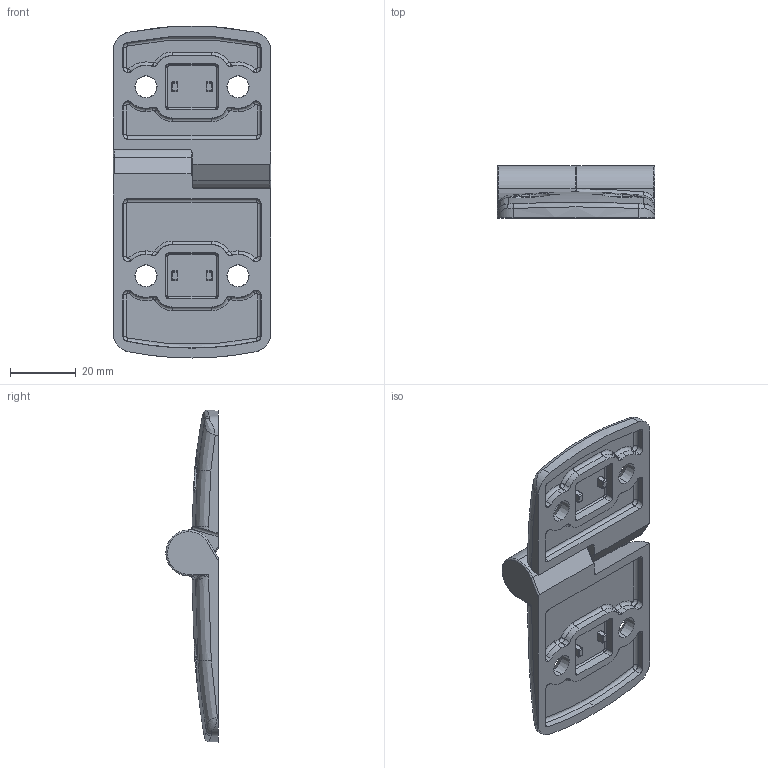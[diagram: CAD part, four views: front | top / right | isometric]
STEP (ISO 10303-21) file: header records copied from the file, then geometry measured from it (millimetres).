
FILE_DESCRIPTION (( 'STEP AP214' ), '1' );
FILE_NAME ('095k4560l00.STEP', '2014-08-26T07:51:01', ( '' ), ( '' ), 'SwSTEP 2.0', 'SolidWorks 2014', '' );
FILE_SCHEMA (( 'AUTOMOTIVE_DESIGN' ));
Length unit declared in the file: millimetre
Products named in the file (1): 095k4560l00
Bounding box: 48 x 15.9 x 101 mm (x, y, z)
Volume: 25602.9 mm3; surface area: 16667.8 mm2
Topology: 5 solids, 5 shells, 416 faces, 1016 edges, 618 vertices
Faces by surface type: bspline 128, cylinder 115, cone 87, plane 86
Entity records: 21117 total; most frequent: CARTESIAN_POINT 7427, ORIENTED_EDGE 2020, DIRECTION 1773, EDGE_CURVE 1010, AXIS2_PLACEMENT_3D 706, VERTEX_POINT 618, EDGE_LOOP 438, UNCERTAINTY_MEASURE_WITH_UNIT 423
